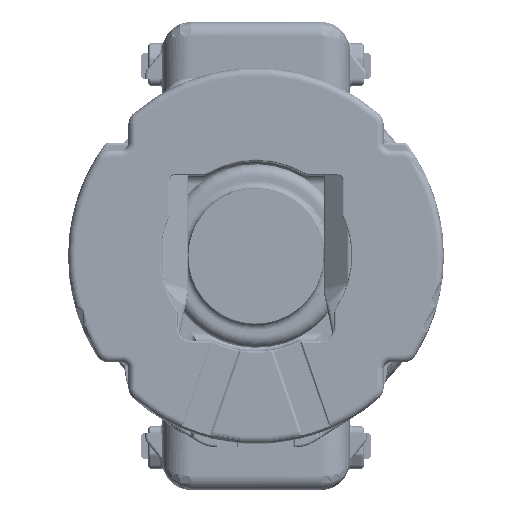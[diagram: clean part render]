
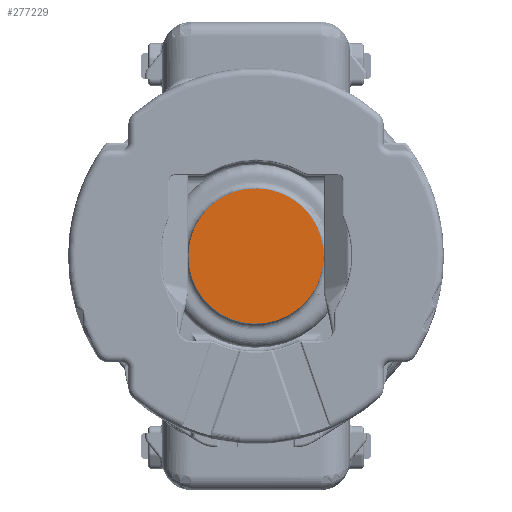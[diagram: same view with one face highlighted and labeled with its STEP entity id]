
A CAD part, left-side view. The second image highlights one B-rep face of the part: STEP entity #277229.
In plain terms, the highlighted planar face has unit normal (-1, 0, 0).
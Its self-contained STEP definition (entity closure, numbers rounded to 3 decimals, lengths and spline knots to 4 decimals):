
#277209=AXIS2_PLACEMENT_3D('Plane Axis2P3D',#277206,#277207,#277208) ;
#277213=AXIS2_PLACEMENT_3D('Circle Axis2P3D',#277211,#277212,$) ;
#277222=AXIS2_PLACEMENT_3D('Circle Axis2P3D',#277220,#277221,$) ;
#277206=CARTESIAN_POINT('Axis2P3D Location',(-33.95,0.,0.)) ;
#277211=CARTESIAN_POINT('Axis2P3D Location',(-33.95,0.,0.)) ;
#277215=CARTESIAN_POINT('Vertex',(-33.95,-2.2845,-4.1817)) ;
#277217=CARTESIAN_POINT('Vertex',(-33.95,2.2845,4.1817)) ;
#277220=CARTESIAN_POINT('Axis2P3D Location',(-33.95,0.,0.)) ;
#277207=DIRECTION('Axis2P3D Direction',(1.,0.,0.)) ;
#277208=DIRECTION('Axis2P3D XDirection',(0.,0.,1.)) ;
#277212=DIRECTION('Axis2P3D Direction',(1.,0.,0.)) ;
#277221=DIRECTION('Axis2P3D Direction',(1.,0.,0.)) ;
#277226=ORIENTED_EDGE('',*,*,#277219,.T.) ;
#277227=ORIENTED_EDGE('',*,*,#277224,.T.) ;
#277229=ADVANCED_FACE('SAE Male 3/8"',(#277228),#277210,.F.) ;
#277214=CIRCLE('generated circle',#277213,4.765) ;
#277223=CIRCLE('generated circle',#277222,4.765) ;
#277219=EDGE_CURVE('',#277216,#277218,#277214,.F.) ;
#277224=EDGE_CURVE('',#277218,#277216,#277223,.F.) ;
#277225=EDGE_LOOP('',(#277226,#277227)) ;
#277228=FACE_OUTER_BOUND('',#277225,.T.) ;
#277210=PLANE('',#277209) ;
#277216=VERTEX_POINT('',#277215) ;
#277218=VERTEX_POINT('',#277217) ;
